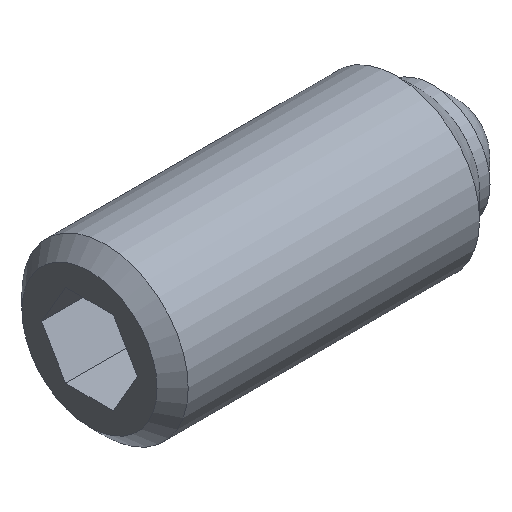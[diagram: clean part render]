
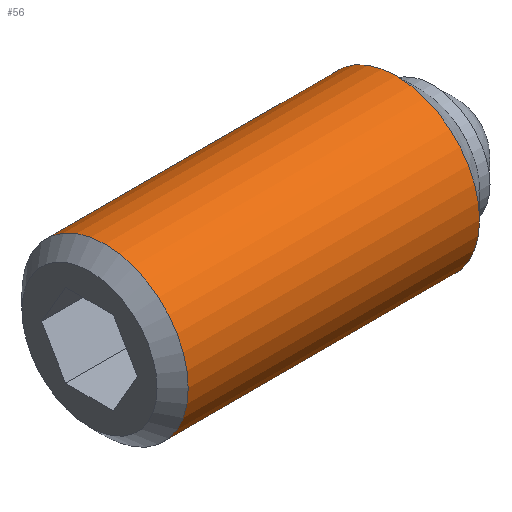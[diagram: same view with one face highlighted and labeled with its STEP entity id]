
A CAD part, isometric view. The second image highlights one B-rep face of the part: STEP entity #56.
In plain terms, the highlighted cylindrical face has radius 8 mm (diameter 16 mm), a full revolution.
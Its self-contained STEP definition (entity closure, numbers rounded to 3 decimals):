
#56 = ADVANCED_FACE( '', ( #120, #121 ), #122, .T. );
#120 = FACE_OUTER_BOUND( '', #192, .T. );
#121 = FACE_OUTER_BOUND( '', #193, .T. );
#122 = CYLINDRICAL_SURFACE( '', #194, 8. );
#192 = EDGE_LOOP( '', ( #283 ) );
#193 = EDGE_LOOP( '', ( #284 ) );
#194 = AXIS2_PLACEMENT_3D( '', #285, #286, #287 );
#283 = ORIENTED_EDGE( '', *, *, #371, .F. );
#284 = ORIENTED_EDGE( '', *, *, #386, .T. );
#285 = CARTESIAN_POINT( '', ( 33., 0., 0. ) );
#286 = DIRECTION( '', ( -1., 0., 0. ) );
#287 = DIRECTION( '', ( 0., 0., -1. ) );
#371 = EDGE_CURVE( '', #425, #425, #426, .T. );
#386 = EDGE_CURVE( '', #449, #449, #450, .T. );
#425 = VERTEX_POINT( '', #495 );
#426 = CIRCLE( '', #496, 8. );
#449 = VERTEX_POINT( '', #527 );
#450 = CIRCLE( '', #528, 8. );
#495 = CARTESIAN_POINT( '', ( 29.55, 0., -8. ) );
#496 = AXIS2_PLACEMENT_3D( '', #570, #571, #572 );
#527 = CARTESIAN_POINT( '', ( 1.5, 0., -8. ) );
#528 = AXIS2_PLACEMENT_3D( '', #587, #588, #589 );
#570 = CARTESIAN_POINT( '', ( 29.55, 0., 0. ) );
#571 = DIRECTION( '', ( 1., 0., 0. ) );
#572 = DIRECTION( '', ( 0., 0., -1. ) );
#587 = CARTESIAN_POINT( '', ( 1.5, 0., 0. ) );
#588 = DIRECTION( '', ( 1., 0., 0. ) );
#589 = DIRECTION( '', ( 0., 0., -1. ) );
